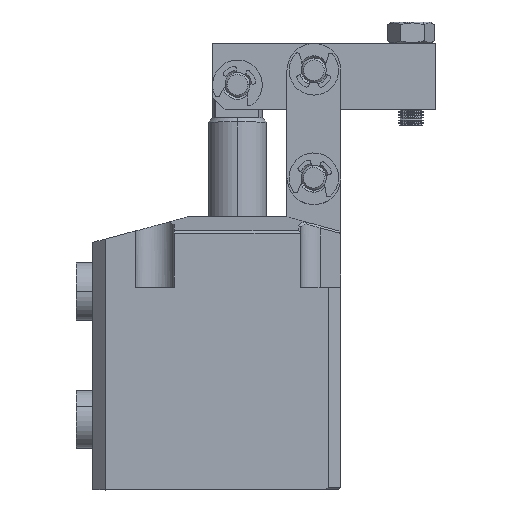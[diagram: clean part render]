
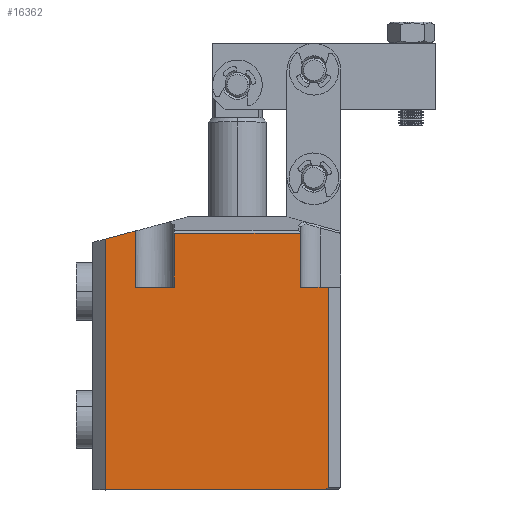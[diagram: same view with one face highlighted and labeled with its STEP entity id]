
A CAD part, top view. The second image highlights one B-rep face of the part: STEP entity #16362.
In plain terms, the highlighted planar face has unit normal (0, 0, 1).
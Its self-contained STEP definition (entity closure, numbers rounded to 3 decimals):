
#78 = CARTESIAN_POINT ( 'NONE',  ( 447.083, 103.859, 25. ) ) ;
#361 = VECTOR ( 'NONE', #8504, 1000. ) ;
#695 = DIRECTION ( 'NONE',  ( 1., 0., 0. ) ) ;
#708 = VECTOR ( 'NONE', #15804, 1000. ) ;
#795 = DIRECTION ( 'NONE',  ( 0.966, 0.259, 0. ) ) ;
#909 = CARTESIAN_POINT ( 'NONE',  ( 419.833, 120.859, 25. ) ) ;
#1054 = CARTESIAN_POINT ( 'NONE',  ( 407.083, 117.443, 25. ) ) ;
#1209 = VECTOR ( 'NONE', #2382, 1000. ) ;
#1267 = VECTOR ( 'NONE', #3202, 1000. ) ;
#1467 = EDGE_CURVE ( 'NONE', #6238, #2517, #9877, .T. ) ;
#1559 = ORIENTED_EDGE ( 'NONE', *, *, #16479, .T. ) ;
#1649 = LINE ( 'NONE', #13284, #1209 ) ;
#2122 = ORIENTED_EDGE ( 'NONE', *, *, #12423, .T. ) ;
#2146 = DIRECTION ( 'NONE',  ( 0., 0., 1. ) ) ;
#2382 = DIRECTION ( 'NONE',  ( 0., 1., 0. ) ) ;
#2517 = VERTEX_POINT ( 'NONE', #7997 ) ;
#2556 = VERTEX_POINT ( 'NONE', #7876 ) ;
#2626 = CARTESIAN_POINT ( 'NONE',  ( 416.583, 116.876, 25. ) ) ;
#3020 = VECTOR ( 'NONE', #10495, 1000. ) ;
#3097 = VERTEX_POINT ( 'NONE', #78 ) ;
#3202 = DIRECTION ( 'NONE',  ( 0.816, 0.577, 0. ) ) ;
#3658 = VECTOR ( 'NONE', #795, 1000. ) ;
#4049 = CARTESIAN_POINT ( 'NONE',  ( 456.333, 54.859, 25. ) ) ;
#4502 = VECTOR ( 'NONE', #5221, 1000. ) ;
#4523 = CARTESIAN_POINT ( 'NONE',  ( 452.388, 54.338, 25. ) ) ;
#4623 = EDGE_CURVE ( 'NONE', #2517, #17116, #14960, .T. ) ;
#4757 = EDGE_CURVE ( 'NONE', #15798, #5616, #10899, .T. ) ;
#4802 = CARTESIAN_POINT ( 'NONE',  ( 399.833, 54.859, 25. ) ) ;
#5221 = DIRECTION ( 'NONE',  ( -1., 0., 0. ) ) ;
#5386 = EDGE_CURVE ( 'NONE', #17116, #10631, #1649, .T. ) ;
#5473 = CARTESIAN_POINT ( 'NONE',  ( 453.833, 55.359, 25. ) ) ;
#5500 = VERTEX_POINT ( 'NONE', #2626 ) ;
#5616 = VERTEX_POINT ( 'NONE', #9739 ) ;
#6068 = ORIENTED_EDGE ( 'NONE', *, *, #9826, .T. ) ;
#6238 = VERTEX_POINT ( 'NONE', #4802 ) ;
#6243 = PLANE ( 'NONE',  #11531 ) ;
#6464 = ORIENTED_EDGE ( 'NONE', *, *, #17520, .T. ) ;
#6547 = DIRECTION ( 'NONE',  ( -1., 0., 0. ) ) ;
#7077 = ORIENTED_EDGE ( 'NONE', *, *, #10747, .T. ) ;
#7369 = EDGE_CURVE ( 'NONE', #5500, #10260, #14350, .T. ) ;
#7577 = CARTESIAN_POINT ( 'NONE',  ( 399.833, 54.859, 25. ) ) ;
#7753 = CARTESIAN_POINT ( 'NONE',  ( 447.083, 116.858, 25. ) ) ;
#7876 = CARTESIAN_POINT ( 'NONE',  ( 399.833, 115.5, 25. ) ) ;
#7879 = CARTESIAN_POINT ( 'NONE',  ( 407.083, 54.859, 25. ) ) ;
#7909 = EDGE_CURVE ( 'NONE', #2556, #8799, #8599, .T. ) ;
#7997 = CARTESIAN_POINT ( 'NONE',  ( 453.126, 54.859, 25. ) ) ;
#8160 = LINE ( 'NONE', #13409, #4502 ) ;
#8295 = DIRECTION ( 'NONE',  ( 1., 0., 0. ) ) ;
#8504 = DIRECTION ( 'NONE',  ( -1., 0., 0. ) ) ;
#8599 = LINE ( 'NONE', #909, #3658 ) ;
#8799 = VERTEX_POINT ( 'NONE', #1054 ) ;
#9114 = DIRECTION ( 'NONE',  ( -0.695, 0.719, 0. ) ) ;
#9283 = CARTESIAN_POINT ( 'NONE',  ( 399.833, 103.859, 25. ) ) ;
#9308 = DIRECTION ( 'NONE',  ( 0., 1., 0. ) ) ;
#9739 = CARTESIAN_POINT ( 'NONE',  ( 447.066, 116.876, 25. ) ) ;
#9826 = EDGE_CURVE ( 'NONE', #10631, #3097, #12909, .T. ) ;
#9877 = LINE ( 'NONE', #4049, #17602 ) ;
#9921 = CARTESIAN_POINT ( 'NONE',  ( 399.833, 116.876, 25. ) ) ;
#10172 = ORIENTED_EDGE ( 'NONE', *, *, #10691, .T. ) ;
#10222 = LINE ( 'NONE', #9921, #361 ) ;
#10260 = VERTEX_POINT ( 'NONE', #11123 ) ;
#10297 = CARTESIAN_POINT ( 'NONE',  ( 445.93, 118.051, 25. ) ) ;
#10495 = DIRECTION ( 'NONE',  ( 0., -1., 0. ) ) ;
#10631 = VERTEX_POINT ( 'NONE', #10690 ) ;
#10690 = CARTESIAN_POINT ( 'NONE',  ( 453.833, 103.859, 25. ) ) ;
#10691 = EDGE_CURVE ( 'NONE', #10260, #13895, #8160, .T. ) ;
#10747 = EDGE_CURVE ( 'NONE', #5616, #5500, #10222, .T. ) ;
#10899 = LINE ( 'NONE', #10297, #16504 ) ;
#11123 = CARTESIAN_POINT ( 'NONE',  ( 416.583, 103.859, 25. ) ) ;
#11530 = CARTESIAN_POINT ( 'NONE',  ( 399.833, 54.859, 25. ) ) ;
#11531 = AXIS2_PLACEMENT_3D ( 'NONE', #11530, #2146, #695 ) ;
#12423 = EDGE_CURVE ( 'NONE', #13895, #8799, #13715, .T. ) ;
#12477 = VECTOR ( 'NONE', #6547, 1000. ) ;
#12909 = LINE ( 'NONE', #9283, #12477 ) ;
#13284 = CARTESIAN_POINT ( 'NONE',  ( 453.833, 54.859, 25. ) ) ;
#13409 = CARTESIAN_POINT ( 'NONE',  ( 399.833, 103.859, 25. ) ) ;
#13414 = ORIENTED_EDGE ( 'NONE', *, *, #4623, .T. ) ;
#13715 = LINE ( 'NONE', #7879, #16733 ) ;
#13798 = ORIENTED_EDGE ( 'NONE', *, *, #1467, .T. ) ;
#13895 = VERTEX_POINT ( 'NONE', #15050 ) ;
#14350 = LINE ( 'NONE', #17240, #3020 ) ;
#14416 = ORIENTED_EDGE ( 'NONE', *, *, #7909, .F. ) ;
#14492 = ORIENTED_EDGE ( 'NONE', *, *, #5386, .T. ) ;
#14623 = DIRECTION ( 'NONE',  ( 0., 1., 0. ) ) ;
#14960 = LINE ( 'NONE', #4523, #1267 ) ;
#15050 = CARTESIAN_POINT ( 'NONE',  ( 407.083, 103.859, 25. ) ) ;
#15215 = EDGE_LOOP ( 'NONE', ( #13798, #13414, #14492, #6068, #1559, #15411, #7077, #16151, #10172, #2122, #14416, #6464 ) ) ;
#15305 = VECTOR ( 'NONE', #14623, 1000. ) ;
#15411 = ORIENTED_EDGE ( 'NONE', *, *, #4757, .T. ) ;
#15798 = VERTEX_POINT ( 'NONE', #7753 ) ;
#15804 = DIRECTION ( 'NONE',  ( 0., -1., 0. ) ) ;
#15904 = CARTESIAN_POINT ( 'NONE',  ( 447.083, 54.859, 25. ) ) ;
#16151 = ORIENTED_EDGE ( 'NONE', *, *, #7369, .T. ) ;
#16163 = LINE ( 'NONE', #7577, #708 ) ;
#16362 = ADVANCED_FACE ( 'NONE', ( #17050 ), #6243, .T. ) ;
#16479 = EDGE_CURVE ( 'NONE', #3097, #15798, #16635, .T. ) ;
#16504 = VECTOR ( 'NONE', #9114, 1000. ) ;
#16635 = LINE ( 'NONE', #15904, #15305 ) ;
#16733 = VECTOR ( 'NONE', #9308, 1000. ) ;
#17050 = FACE_OUTER_BOUND ( 'NONE', #15215, .T. ) ;
#17116 = VERTEX_POINT ( 'NONE', #5473 ) ;
#17240 = CARTESIAN_POINT ( 'NONE',  ( 416.583, 54.859, 25. ) ) ;
#17520 = EDGE_CURVE ( 'NONE', #2556, #6238, #16163, .T. ) ;
#17602 = VECTOR ( 'NONE', #8295, 1000. ) ;
